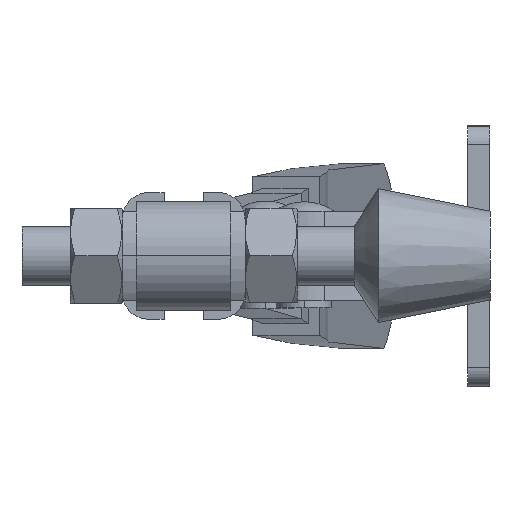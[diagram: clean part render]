
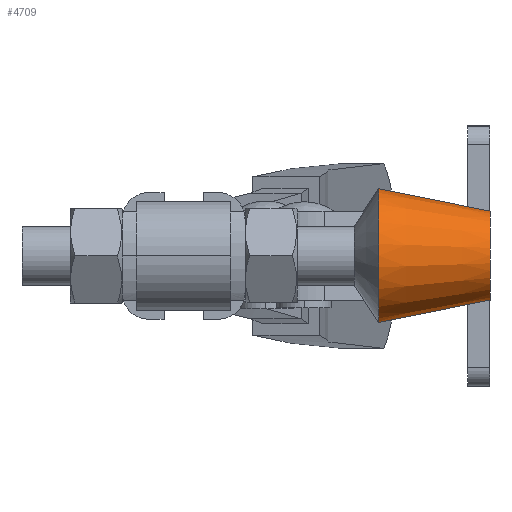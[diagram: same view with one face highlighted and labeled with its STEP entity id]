
A CAD part, left-side view. The second image highlights one B-rep face of the part: STEP entity #4709.
In plain terms, the highlighted conical face has half-angle 11.31 degrees and reference radius 6 mm.
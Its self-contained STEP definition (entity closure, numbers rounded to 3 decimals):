
#74 = AXIS2_PLACEMENT_3D ( 'NONE', #2966, #4720, #8191 ) ;
#183 = CARTESIAN_POINT ( 'NONE',  ( -43., 0., 6.05 ) ) ;
#518 = DIRECTION ( 'NONE',  ( 0., 0., -1. ) ) ;
#800 = DIRECTION ( 'NONE',  ( 0., -1., 0. ) ) ;
#1028 = EDGE_LOOP ( 'NONE', ( #9085, #5186, #3831, #4247 ) ) ;
#1343 = VECTOR ( 'NONE', #10590, 1000. ) ;
#1722 = EDGE_CURVE ( 'NONE', #1829, #3250, #3650, .T. ) ;
#1829 = VERTEX_POINT ( 'NONE', #9747 ) ;
#1872 = AXIS2_PLACEMENT_3D ( 'NONE', #10919, #5729, #518 ) ;
#2452 = EDGE_CURVE ( 'NONE', #3338, #6023, #8669, .T. ) ;
#2584 = EDGE_CURVE ( 'NONE', #3338, #1829, #8254, .T. ) ;
#2966 = CARTESIAN_POINT ( 'NONE',  ( -43., 0., 0.05 ) ) ;
#3250 = VERTEX_POINT ( 'NONE', #3750 ) ;
#3338 = VERTEX_POINT ( 'NONE', #9092 ) ;
#3650 = CIRCLE ( 'NONE', #1872, 9. ) ;
#3750 = CARTESIAN_POINT ( 'NONE',  ( -43., 15., -8.95 ) ) ;
#3831 = ORIENTED_EDGE ( 'NONE', *, *, #2584, .T. ) ;
#3975 = DIRECTION ( 'NONE',  ( 0., 0.981, -0.196 ) ) ;
#4247 = ORIENTED_EDGE ( 'NONE', *, *, #1722, .T. ) ;
#4709 = ADVANCED_FACE ( 'NONE', ( #8473 ), #7387, .T. ) ;
#4720 = DIRECTION ( 'NONE',  ( 0., 1., 0. ) ) ;
#4739 = LINE ( 'NONE', #4860, #11104 ) ;
#4860 = CARTESIAN_POINT ( 'NONE',  ( -43., 0., -5.95 ) ) ;
#5186 = ORIENTED_EDGE ( 'NONE', *, *, #2452, .F. ) ;
#5729 = DIRECTION ( 'NONE',  ( 0., -1., 0. ) ) ;
#6002 = CARTESIAN_POINT ( 'NONE',  ( -43., 0., 0.05 ) ) ;
#6023 = VERTEX_POINT ( 'NONE', #11195 ) ;
#6867 = DIRECTION ( 'NONE',  ( 0., 0., -1. ) ) ;
#7387 = CONICAL_SURFACE ( 'NONE', #74, 6., 0.197 ) ;
#8191 = DIRECTION ( 'NONE',  ( 0., 0., 1. ) ) ;
#8254 = LINE ( 'NONE', #183, #1343 ) ;
#8473 = FACE_OUTER_BOUND ( 'NONE', #1028, .T. ) ;
#8669 = CIRCLE ( 'NONE', #10460, 6. ) ;
#9085 = ORIENTED_EDGE ( 'NONE', *, *, #10042, .F. ) ;
#9092 = CARTESIAN_POINT ( 'NONE',  ( -43., 0., 6.05 ) ) ;
#9747 = CARTESIAN_POINT ( 'NONE',  ( -43., 15., 9.05 ) ) ;
#10042 = EDGE_CURVE ( 'NONE', #6023, #3250, #4739, .T. ) ;
#10460 = AXIS2_PLACEMENT_3D ( 'NONE', #6002, #800, #6867 ) ;
#10590 = DIRECTION ( 'NONE',  ( 0., 0.981, 0.196 ) ) ;
#10919 = CARTESIAN_POINT ( 'NONE',  ( -43., 15., 0.05 ) ) ;
#11104 = VECTOR ( 'NONE', #3975, 1000. ) ;
#11195 = CARTESIAN_POINT ( 'NONE',  ( -43., 0., -5.95 ) ) ;
